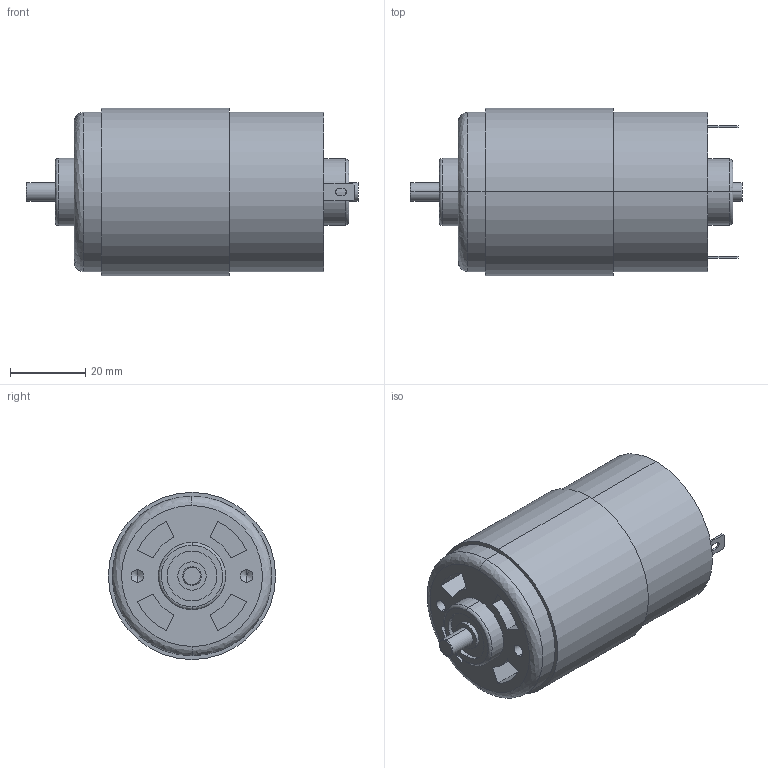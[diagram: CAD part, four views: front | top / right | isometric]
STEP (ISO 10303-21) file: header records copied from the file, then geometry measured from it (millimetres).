
FILE_DESCRIPTION (( 'STEP AP214' ), '1' );
FILE_NAME ('775pro_217-4347.STEP', '2025-03-03T11:27:54', ( '' ), ( '' ), 'SwSTEP 2.0', 'SolidWorks 2024', '' );
FILE_SCHEMA (( 'AUTOMOTIVE_DESIGN' ));
Length unit declared in the file: millimetre
Products named in the file (1): 775pro_217-4347
Bounding box: 88 x 44.3 x 44.3 mm (x, y, z)
Volume: 95773.8 mm3; surface area: 15137.7 mm2
Topology: 1 solids, 1 shells, 131 faces, 309 edges, 200 vertices
Faces by surface type: cylinder 63, plane 56, bspline 8, cone 4
Entity records: 3892 total; most frequent: CARTESIAN_POINT 781, DIRECTION 679, ORIENTED_EDGE 610, EDGE_CURVE 305, AXIS2_PLACEMENT_3D 258, VERTEX_POINT 200, LINE 163, VECTOR 163
